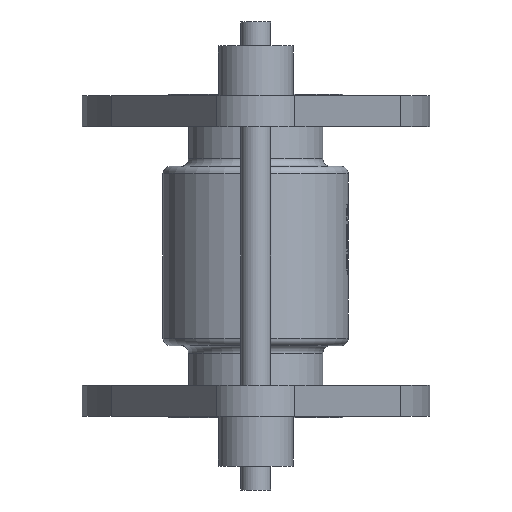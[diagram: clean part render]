
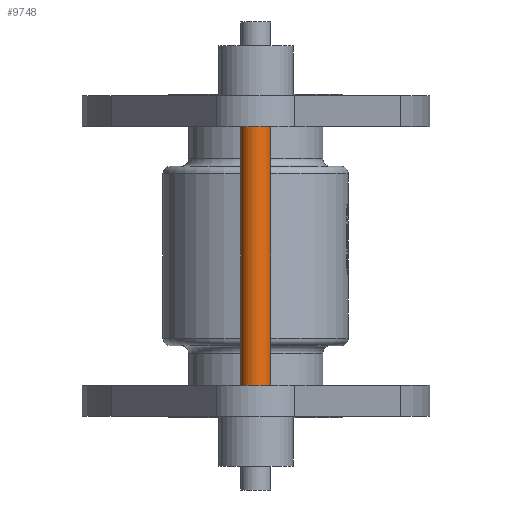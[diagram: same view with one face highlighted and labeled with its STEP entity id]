
A CAD part, front view. The second image highlights one B-rep face of the part: STEP entity #9748.
In plain terms, the highlighted cylindrical face has radius 6 mm (diameter 12 mm), a partial arc.
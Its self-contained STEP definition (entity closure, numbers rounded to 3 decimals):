
#1792 = ORIENTED_EDGE ( 'NONE', *, *, #21276, .T. ) ;
#4106 = CIRCLE ( 'NONE', #13349, 6. ) ;
#5620 = LINE ( 'NONE', #13160, #21341 ) ;
#5927 = AXIS2_PLACEMENT_3D ( 'NONE', #28658, #9348, #11598 ) ;
#6039 = CARTESIAN_POINT ( 'NONE',  ( -6., -91.5, -116.3 ) ) ;
#7090 = AXIS2_PLACEMENT_3D ( 'NONE', #13223, #13529, #26085 ) ;
#7782 = VERTEX_POINT ( 'NONE', #9824 ) ;
#8770 = VERTEX_POINT ( 'NONE', #10781 ) ;
#9348 = DIRECTION ( 'NONE',  ( 0., 0., 1. ) ) ;
#9648 = CARTESIAN_POINT ( 'NONE',  ( 6., -91.5, -12.5 ) ) ;
#9748 = ADVANCED_FACE ( 'NONE', ( #21740 ), #31387, .T. ) ;
#9824 = CARTESIAN_POINT ( 'NONE',  ( -6., -91.5, -12.5 ) ) ;
#10781 = CARTESIAN_POINT ( 'NONE',  ( 6., -91.5, -116.3 ) ) ;
#10863 = CARTESIAN_POINT ( 'NONE',  ( 6., -91.5, -158.4 ) ) ;
#11598 = DIRECTION ( 'NONE',  ( -1., 0., 0. ) ) ;
#12078 = EDGE_LOOP ( 'NONE', ( #1792, #16432, #24730, #15636 ) ) ;
#12306 = VECTOR ( 'NONE', #30333, 1000. ) ;
#13160 = CARTESIAN_POINT ( 'NONE',  ( -6., -91.5, -158.4 ) ) ;
#13223 = CARTESIAN_POINT ( 'NONE',  ( 0., -91.5, -12.5 ) ) ;
#13325 = DIRECTION ( 'NONE',  ( 0., 0., 1. ) ) ;
#13349 = AXIS2_PLACEMENT_3D ( 'NONE', #14873, #22284, #27090 ) ;
#13529 = DIRECTION ( 'NONE',  ( 0., 0., 1. ) ) ;
#14873 = CARTESIAN_POINT ( 'NONE',  ( 0., -91.5, -116.3 ) ) ;
#15636 = ORIENTED_EDGE ( 'NONE', *, *, #29480, .F. ) ;
#16432 = ORIENTED_EDGE ( 'NONE', *, *, #20149, .T. ) ;
#16502 = EDGE_CURVE ( 'NONE', #7782, #23812, #23031, .T. ) ;
#20149 = EDGE_CURVE ( 'NONE', #8770, #23812, #25825, .T. ) ;
#21276 = EDGE_CURVE ( 'NONE', #29067, #8770, #4106, .T. ) ;
#21341 = VECTOR ( 'NONE', #13325, 1000. ) ;
#21740 = FACE_OUTER_BOUND ( 'NONE', #12078, .T. ) ;
#22284 = DIRECTION ( 'NONE',  ( 0., 0., 1. ) ) ;
#23031 = CIRCLE ( 'NONE', #7090, 6. ) ;
#23812 = VERTEX_POINT ( 'NONE', #9648 ) ;
#24730 = ORIENTED_EDGE ( 'NONE', *, *, #16502, .F. ) ;
#25825 = LINE ( 'NONE', #10863, #12306 ) ;
#26085 = DIRECTION ( 'NONE',  ( 1., 0., 0. ) ) ;
#27090 = DIRECTION ( 'NONE',  ( 1., 0., 0. ) ) ;
#28658 = CARTESIAN_POINT ( 'NONE',  ( 0., -91.5, -158.4 ) ) ;
#29067 = VERTEX_POINT ( 'NONE', #6039 ) ;
#29480 = EDGE_CURVE ( 'NONE', #29067, #7782, #5620, .T. ) ;
#30333 = DIRECTION ( 'NONE',  ( 0., 0., 1. ) ) ;
#31387 = CYLINDRICAL_SURFACE ( 'NONE', #5927, 6. ) ;
